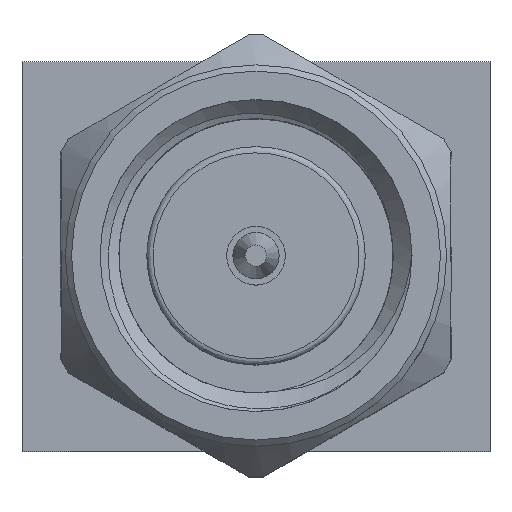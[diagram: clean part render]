
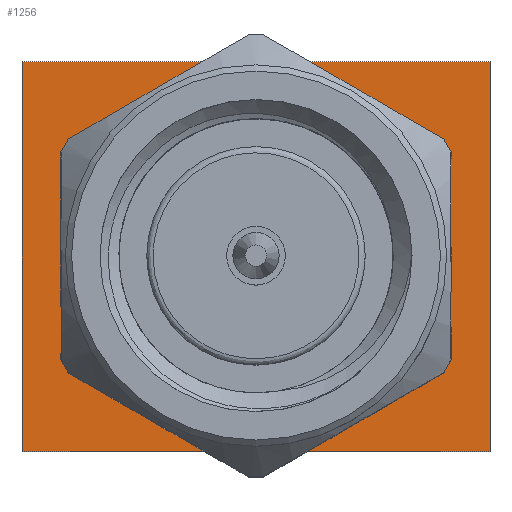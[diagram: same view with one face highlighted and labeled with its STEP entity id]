
A CAD part, top view. The second image highlights one B-rep face of the part: STEP entity #1256.
In plain terms, the highlighted planar face has unit normal (0, 0, 1).
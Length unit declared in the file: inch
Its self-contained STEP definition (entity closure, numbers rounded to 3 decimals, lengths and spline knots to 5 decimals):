
#128 = ORIENTED_EDGE ( 'NONE', *, *, #3959, .T. ) ;
#134 = DIRECTION ( 'NONE',  ( -1., 0., 0. ) ) ;
#231 = VERTEX_POINT ( 'NONE', #260 ) ;
#260 = CARTESIAN_POINT ( 'NONE',  ( -0.1875, -0.156, 0. ) ) ;
#546 = VECTOR ( 'NONE', #2599, 39.37008 ) ;
#558 = DIRECTION ( 'NONE',  ( 0., 1., 0. ) ) ;
#675 = ORIENTED_EDGE ( 'NONE', *, *, #1370, .T. ) ;
#739 = CARTESIAN_POINT ( 'NONE',  ( -0.1875, -0.156, 0. ) ) ;
#829 = EDGE_CURVE ( 'NONE', #855, #231, #2903, .T. ) ;
#855 = VERTEX_POINT ( 'NONE', #3288 ) ;
#1096 = VECTOR ( 'NONE', #134, 39.37008 ) ;
#1112 = ORIENTED_EDGE ( 'NONE', *, *, #2425, .T. ) ;
#1176 = CARTESIAN_POINT ( 'NONE',  ( 0.1875, -0.156, 0. ) ) ;
#1256 = ADVANCED_FACE ( 'NONE', ( #2317, #3278 ), #2916, .F. ) ;
#1307 = ORIENTED_EDGE ( 'NONE', *, *, #1401, .T. ) ;
#1342 = CARTESIAN_POINT ( 'NONE',  ( 0., 0., 0. ) ) ;
#1368 = DIRECTION ( 'NONE',  ( -1., 0., 0. ) ) ;
#1370 = EDGE_CURVE ( 'NONE', #231, #2181, #3255, .T. ) ;
#1393 = LINE ( 'NONE', #3597, #1096 ) ;
#1401 = EDGE_CURVE ( 'NONE', #2000, #855, #1393, .T. ) ;
#1596 = CARTESIAN_POINT ( 'NONE',  ( 0.1875, 0.156, 0. ) ) ;
#2000 = VERTEX_POINT ( 'NONE', #1596 ) ;
#2060 = CARTESIAN_POINT ( 'NONE',  ( -0.14, 0., 0. ) ) ;
#2103 = AXIS2_PLACEMENT_3D ( 'NONE', #1342, #2964, #1368 ) ;
#2105 = AXIS2_PLACEMENT_3D ( 'NONE', #3905, #2316, #3758 ) ;
#2181 = VERTEX_POINT ( 'NONE', #2802 ) ;
#2316 = DIRECTION ( 'NONE',  ( 0., 0., -1. ) ) ;
#2317 = FACE_BOUND ( 'NONE', #3216, .T. ) ;
#2425 = EDGE_CURVE ( 'NONE', #3271, #3271, #3510, .T. ) ;
#2599 = DIRECTION ( 'NONE',  ( 1., 0., 0. ) ) ;
#2637 = CARTESIAN_POINT ( 'NONE',  ( -0.1875, -0.156, 0. ) ) ;
#2708 = VECTOR ( 'NONE', #3585, 39.37008 ) ;
#2802 = CARTESIAN_POINT ( 'NONE',  ( 0.1875, -0.156, 0. ) ) ;
#2893 = ORIENTED_EDGE ( 'NONE', *, *, #829, .T. ) ;
#2903 = LINE ( 'NONE', #2637, #2708 ) ;
#2916 = PLANE ( 'NONE',  #2103 ) ;
#2964 = DIRECTION ( 'NONE',  ( 0., 0., -1. ) ) ;
#3216 = EDGE_LOOP ( 'NONE', ( #1112 ) ) ;
#3255 = LINE ( 'NONE', #739, #546 ) ;
#3271 = VERTEX_POINT ( 'NONE', #2060 ) ;
#3278 = FACE_OUTER_BOUND ( 'NONE', #3599, .T. ) ;
#3288 = CARTESIAN_POINT ( 'NONE',  ( -0.1875, 0.156, 0. ) ) ;
#3510 = CIRCLE ( 'NONE', #2105, 0.14 ) ;
#3585 = DIRECTION ( 'NONE',  ( 0., -1., 0. ) ) ;
#3597 = CARTESIAN_POINT ( 'NONE',  ( -0.1875, 0.156, 0. ) ) ;
#3599 = EDGE_LOOP ( 'NONE', ( #128, #1307, #2893, #675 ) ) ;
#3662 = VECTOR ( 'NONE', #558, 39.37008 ) ;
#3758 = DIRECTION ( 'NONE',  ( -1., 0., 0. ) ) ;
#3905 = CARTESIAN_POINT ( 'NONE',  ( 0., 0., 0. ) ) ;
#3959 = EDGE_CURVE ( 'NONE', #2181, #2000, #4033, .T. ) ;
#4033 = LINE ( 'NONE', #1176, #3662 ) ;
